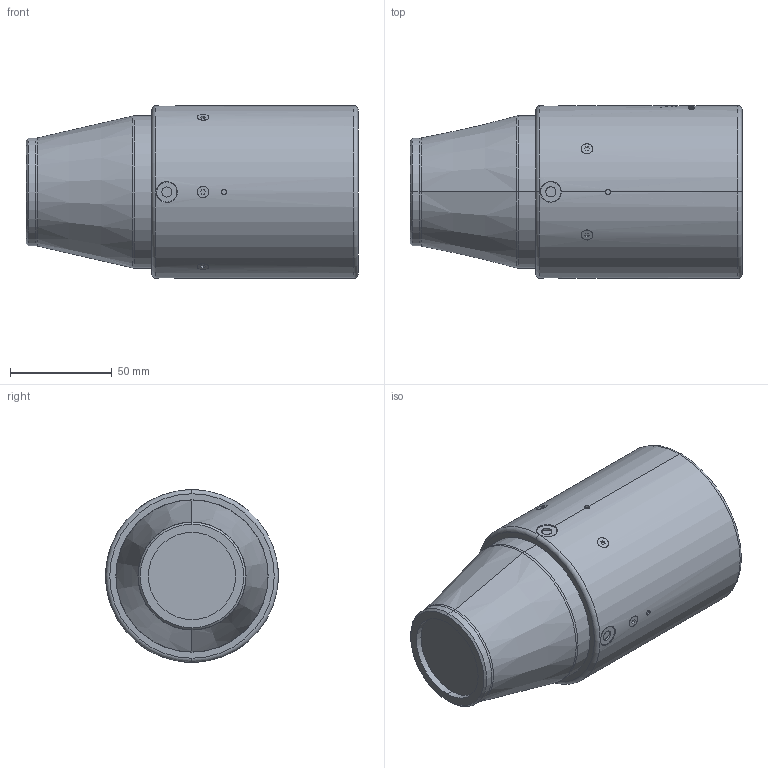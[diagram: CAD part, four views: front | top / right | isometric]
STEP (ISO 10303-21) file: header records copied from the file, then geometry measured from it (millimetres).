
FILE_DESCRIPTION (( 'STEP AP203' ), '1' );
FILE_NAME ('S6ASS2258_006.STEP', '2019-12-13T09:29:57', ( '' ), ( '' ), 'SwSTEP 2.0', 'SolidWorks 2017', '' );
FILE_SCHEMA (( 'CONFIG_CONTROL_DESIGN' ));
Length unit declared in the file: millimetre
Products named in the file (1): S6ASS2258_006
Bounding box: 163.48 x 85 x 85 mm (x, y, z)
Volume: 769776.9 mm3; surface area: 49564.3 mm2
Topology: 1 solids, 2 shells, 580 faces, 1486 edges, 979 vertices
Faces by surface type: bspline 283, plane 161, cylinder 116, cone 10, torus 8, sphere 2
Entity records: 55640 total; most frequent: CARTESIAN_POINT 44030, ORIENTED_EDGE 2972, EDGE_CURVE 1486, DIRECTION 1341, VERTEX_POINT 979, B_SPLINE_CURVE_WITH_KNOTS 935, EDGE_LOOP 651, ADVANCED_FACE 580
